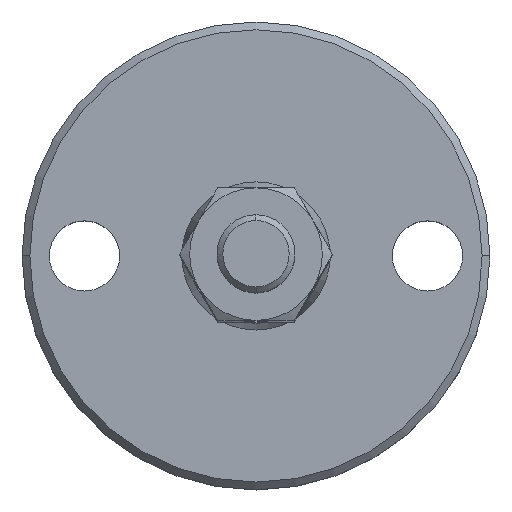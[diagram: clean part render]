
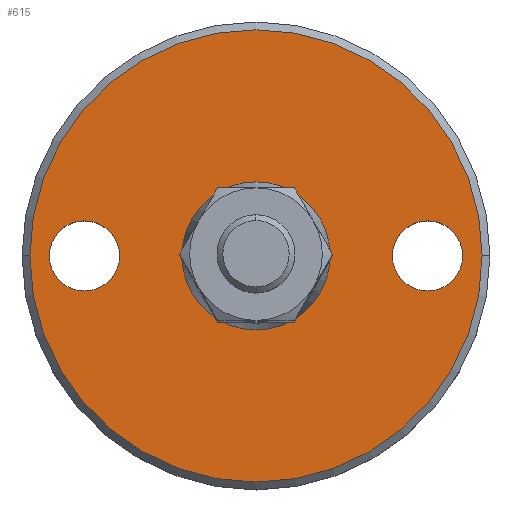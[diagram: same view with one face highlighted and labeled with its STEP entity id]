
A CAD part, top view. The second image highlights one B-rep face of the part: STEP entity #615.
In plain terms, the highlighted planar face has unit normal (0, 0, 1).
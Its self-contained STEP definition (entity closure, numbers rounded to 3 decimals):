
#401=EDGE_CURVE('',#797,#731,#1048,.T.);
#441=EDGE_CURVE('',#731,#797,#1096,.T.);
#479=VERTEX_POINT('',#1138);
#481=EDGE_CURVE('',#479,#643,#1140,.T.);
#509=EDGE_CURVE('',#573,#869,#1169,.T.);
#573=VERTEX_POINT('',#1239);
#583=EDGE_CURVE('',#643,#479,#1250,.T.);
#615=ADVANCED_FACE('',(#1286,#1287,#1288,#1289),#1290,.T.);
#643=VERTEX_POINT('',#1322);
#703=EDGE_CURVE('',#869,#573,#1387,.T.);
#731=VERTEX_POINT('',#1421);
#745=EDGE_CURVE('',#791,#859,#1436,.T.);
#791=VERTEX_POINT('',#1487);
#797=VERTEX_POINT('',#1493);
#843=EDGE_CURVE('',#859,#791,#1544,.T.);
#859=VERTEX_POINT('',#1561);
#869=VERTEX_POINT('',#1571);
#1048=CIRCLE('',#1803,29.);
#1096=CIRCLE('',#1882,29.);
#1138=CARTESIAN_POINT('',(-26.5,0.0,11.5));
#1140=CIRCLE('',#1968,4.5);
#1169=CIRCLE('',#2015,9.5);
#1239=CARTESIAN_POINT('',(-9.5,0.,11.5));
#1250=CIRCLE('',#2178,4.5);
#1286=FACE_BOUND('',#2269,.T.);
#1287=FACE_BOUND('',#2270,.T.);
#1288=FACE_BOUND('',#2271,.T.);
#1289=FACE_OUTER_BOUND('',#2272,.T.);
#1290=PLANE('',#2273);
#1322=CARTESIAN_POINT('',(-17.5,0.,11.5));
#1387=CIRCLE('',#2467,9.5);
#1421=CARTESIAN_POINT('',(-29.,0.,11.5));
#1436=CIRCLE('',#2528,4.5);
#1487=CARTESIAN_POINT('',(17.5,0.0,11.5));
#1493=CARTESIAN_POINT('',(29.0,0.,11.5));
#1544=CIRCLE('',#2735,4.5);
#1561=CARTESIAN_POINT('',(26.5,0.,11.5));
#1571=CARTESIAN_POINT('',(9.5,0.,11.5));
#1803=AXIS2_PLACEMENT_3D('',#3076,#3077,#3078);
#1882=AXIS2_PLACEMENT_3D('',#3135,#3136,#3137);
#1968=AXIS2_PLACEMENT_3D('',#3182,#3183,#3184);
#2015=AXIS2_PLACEMENT_3D('',#3204,#3205,#3206);
#2178=AXIS2_PLACEMENT_3D('',#3297,#3298,#3299);
#2269=EDGE_LOOP('',(#3347,#3348));
#2270=EDGE_LOOP('',(#3349,#3350));
#2271=EDGE_LOOP('',(#3351,#3352));
#2272=EDGE_LOOP('',(#3353,#3354));
#2273=AXIS2_PLACEMENT_3D('',#3355,#3356,#3357);
#2467=AXIS2_PLACEMENT_3D('',#3460,#3461,#3462);
#2528=AXIS2_PLACEMENT_3D('',#3524,#3525,#3526);
#2735=AXIS2_PLACEMENT_3D('',#3652,#3653,#3654);
#3076=CARTESIAN_POINT('',(0.,0.,11.5));
#3077=DIRECTION('',(0.,0.,1.0));
#3078=DIRECTION('',(-1.0,0.,0.));
#3135=CARTESIAN_POINT('',(0.,0.,11.5));
#3136=DIRECTION('',(0.,0.,1.0));
#3137=DIRECTION('',(-1.0,0.,0.));
#3182=CARTESIAN_POINT('',(-22.0,0.,11.5));
#3183=DIRECTION('',(0.,0.,-1.0));
#3184=DIRECTION('',(1.0,0.,0.));
#3204=CARTESIAN_POINT('',(0.,0.,11.5));
#3205=DIRECTION('',(0.,0.,1.0));
#3206=DIRECTION('',(-1.0,0.,0.));
#3297=CARTESIAN_POINT('',(-22.0,0.,11.5));
#3298=DIRECTION('',(0.,0.,-1.0));
#3299=DIRECTION('',(1.0,0.,0.));
#3347=ORIENTED_EDGE('',*,*,#745,.T.);
#3348=ORIENTED_EDGE('',*,*,#843,.T.);
#3349=ORIENTED_EDGE('',*,*,#481,.T.);
#3350=ORIENTED_EDGE('',*,*,#583,.T.);
#3351=ORIENTED_EDGE('',*,*,#509,.F.);
#3352=ORIENTED_EDGE('',*,*,#703,.F.);
#3353=ORIENTED_EDGE('',*,*,#441,.T.);
#3354=ORIENTED_EDGE('',*,*,#401,.T.);
#3355=CARTESIAN_POINT('',(-19.25,0.,11.5));
#3356=DIRECTION('',(0.,0.,1.0));
#3357=DIRECTION('',(-1.0,0.,0.0));
#3460=CARTESIAN_POINT('',(0.,0.,11.5));
#3461=DIRECTION('',(0.,0.,1.0));
#3462=DIRECTION('',(-1.0,0.,0.));
#3524=CARTESIAN_POINT('',(22.0,0.,11.5));
#3525=DIRECTION('',(0.,0.,-1.0));
#3526=DIRECTION('',(1.0,0.,0.));
#3652=CARTESIAN_POINT('',(22.0,0.,11.5));
#3653=DIRECTION('',(0.,0.,-1.0));
#3654=DIRECTION('',(1.0,0.,0.));
